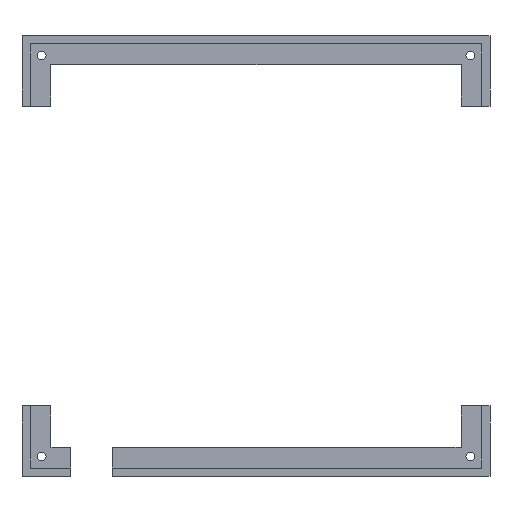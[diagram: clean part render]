
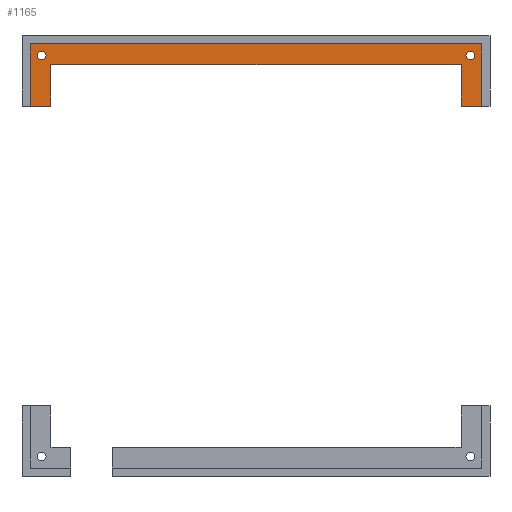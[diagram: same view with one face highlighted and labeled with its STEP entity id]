
A CAD part, front view. The second image highlights one B-rep face of the part: STEP entity #1165.
In plain terms, the highlighted planar face has unit normal (0, -1, 0).
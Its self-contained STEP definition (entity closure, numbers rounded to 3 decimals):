
#16 = CARTESIAN_POINT ( 'NONE',  ( -51.765, 1.6, 47.405 ) ) ;
#41 = EDGE_CURVE ( 'NONE', #837, #725, #327, .T. ) ;
#47 = VERTEX_POINT ( 'NONE', #566 ) ;
#49 = CARTESIAN_POINT ( 'NONE',  ( -56.515, 1.6, 36.205 ) ) ;
#50 = VERTEX_POINT ( 'NONE', #1309 ) ;
#51 = EDGE_CURVE ( 'NONE', #560, #736, #1332, .T. ) ;
#54 = CIRCLE ( 'NONE', #849, 1.05 ) ;
#73 = VECTOR ( 'NONE', #1229, 1000. ) ;
#91 = VERTEX_POINT ( 'NONE', #1221 ) ;
#97 = DIRECTION ( 'NONE',  ( 0., 0., -1. ) ) ;
#113 = ORIENTED_EDGE ( 'NONE', *, *, #320, .F. ) ;
#123 = CARTESIAN_POINT ( 'NONE',  ( -51.765, 1.6, 48.455 ) ) ;
#128 = ORIENTED_EDGE ( 'NONE', *, *, #1348, .F. ) ;
#225 = LINE ( 'NONE', #334, #816 ) ;
#227 = CARTESIAN_POINT ( 'NONE',  ( 54.515, 1.6, 51.205 ) ) ;
#240 = EDGE_LOOP ( 'NONE', ( #928, #1243 ) ) ;
#263 = DIRECTION ( 'NONE',  ( 1., 0., 0. ) ) ;
#267 = DIRECTION ( 'NONE',  ( 0., 0., -1. ) ) ;
#304 = DIRECTION ( 'NONE',  ( 0., -1., 0. ) ) ;
#320 = EDGE_CURVE ( 'NONE', #941, #47, #926, .T. ) ;
#327 = LINE ( 'NONE', #1085, #689 ) ;
#328 = EDGE_CURVE ( 'NONE', #840, #436, #1020, .T. ) ;
#332 = EDGE_LOOP ( 'NONE', ( #113, #842, #648, #1199, #128, #1246, #1304, #1305 ) ) ;
#334 = CARTESIAN_POINT ( 'NONE',  ( -49.515, 1.6, 46.205 ) ) ;
#344 = EDGE_CURVE ( 'NONE', #47, #630, #813, .T. ) ;
#354 = AXIS2_PLACEMENT_3D ( 'NONE', #892, #567, #688 ) ;
#401 = ORIENTED_EDGE ( 'NONE', *, *, #1080, .F. ) ;
#407 = VECTOR ( 'NONE', #1325, 1000. ) ;
#436 = VERTEX_POINT ( 'NONE', #1082 ) ;
#448 = LINE ( 'NONE', #664, #1024 ) ;
#464 = DIRECTION ( 'NONE',  ( 0., -1., 0. ) ) ;
#479 = CARTESIAN_POINT ( 'NONE',  ( -54.515, 1.6, 51.205 ) ) ;
#483 = DIRECTION ( 'NONE',  ( -1., 0., 0. ) ) ;
#484 = CARTESIAN_POINT ( 'NONE',  ( 0., 1.6, 0. ) ) ;
#486 = EDGE_CURVE ( 'NONE', #553, #91, #750, .T. ) ;
#519 = CARTESIAN_POINT ( 'NONE',  ( 51.765, 1.6, 48.455 ) ) ;
#553 = VERTEX_POINT ( 'NONE', #1200 ) ;
#556 = DIRECTION ( 'NONE',  ( 0., -1., 0. ) ) ;
#560 = VERTEX_POINT ( 'NONE', #16 ) ;
#566 = CARTESIAN_POINT ( 'NONE',  ( -49.515, 1.6, 36.205 ) ) ;
#567 = DIRECTION ( 'NONE',  ( 0., -1., 0. ) ) ;
#574 = EDGE_CURVE ( 'NONE', #50, #941, #225, .T. ) ;
#575 = FACE_BOUND ( 'NONE', #710, .T. ) ;
#630 = VERTEX_POINT ( 'NONE', #673 ) ;
#635 = EDGE_CURVE ( 'NONE', #91, #553, #1129, .T. ) ;
#648 = ORIENTED_EDGE ( 'NONE', *, *, #684, .F. ) ;
#657 = DIRECTION ( 'NONE',  ( 0., 0., 1. ) ) ;
#664 = CARTESIAN_POINT ( 'NONE',  ( -54.515, 1.6, 51.205 ) ) ;
#671 = LINE ( 'NONE', #227, #807 ) ;
#673 = CARTESIAN_POINT ( 'NONE',  ( -54.515, 1.6, 36.205 ) ) ;
#684 = EDGE_CURVE ( 'NONE', #725, #50, #771, .T. ) ;
#688 = DIRECTION ( 'NONE',  ( 0., 0., -1. ) ) ;
#689 = VECTOR ( 'NONE', #1270, 1000. ) ;
#703 = VECTOR ( 'NONE', #483, 1000. ) ;
#710 = EDGE_LOOP ( 'NONE', ( #1230, #401 ) ) ;
#725 = VERTEX_POINT ( 'NONE', #1222 ) ;
#736 = VERTEX_POINT ( 'NONE', #1244 ) ;
#750 = CIRCLE ( 'NONE', #1356, 1.05 ) ;
#771 = LINE ( 'NONE', #884, #407 ) ;
#788 = AXIS2_PLACEMENT_3D ( 'NONE', #484, #915, #267 ) ;
#807 = VECTOR ( 'NONE', #1401, 1000. ) ;
#813 = LINE ( 'NONE', #49, #703 ) ;
#816 = VECTOR ( 'NONE', #1193, 1000. ) ;
#828 = CARTESIAN_POINT ( 'NONE',  ( 54.515, 1.6, 36.205 ) ) ;
#837 = VERTEX_POINT ( 'NONE', #828 ) ;
#840 = VERTEX_POINT ( 'NONE', #1249 ) ;
#842 = ORIENTED_EDGE ( 'NONE', *, *, #574, .F. ) ;
#849 = AXIS2_PLACEMENT_3D ( 'NONE', #123, #556, #896 ) ;
#884 = CARTESIAN_POINT ( 'NONE',  ( 49.515, 1.6, 46.205 ) ) ;
#892 = CARTESIAN_POINT ( 'NONE',  ( 51.765, 1.6, 48.455 ) ) ;
#896 = DIRECTION ( 'NONE',  ( 0., 0., -1. ) ) ;
#904 = AXIS2_PLACEMENT_3D ( 'NONE', #1383, #464, #1109 ) ;
#915 = DIRECTION ( 'NONE',  ( 0., -1., 0. ) ) ;
#926 = LINE ( 'NONE', #1235, #73 ) ;
#928 = ORIENTED_EDGE ( 'NONE', *, *, #486, .F. ) ;
#941 = VERTEX_POINT ( 'NONE', #1382 ) ;
#1004 = PLANE ( 'NONE',  #788 ) ;
#1020 = LINE ( 'NONE', #479, #1359 ) ;
#1024 = VECTOR ( 'NONE', #657, 1000. ) ;
#1034 = EDGE_CURVE ( 'NONE', #630, #840, #448, .T. ) ;
#1080 = EDGE_CURVE ( 'NONE', #736, #560, #54, .T. ) ;
#1082 = CARTESIAN_POINT ( 'NONE',  ( 54.515, 1.6, 51.205 ) ) ;
#1085 = CARTESIAN_POINT ( 'NONE',  ( -56.515, 1.6, 36.205 ) ) ;
#1108 = FACE_BOUND ( 'NONE', #240, .T. ) ;
#1109 = DIRECTION ( 'NONE',  ( 0., 0., -1. ) ) ;
#1129 = CIRCLE ( 'NONE', #354, 1.05 ) ;
#1165 = ADVANCED_FACE ( 'NONE', ( #1108, #575, #1208 ), #1004, .T. ) ;
#1193 = DIRECTION ( 'NONE',  ( -1., 0., 0. ) ) ;
#1199 = ORIENTED_EDGE ( 'NONE', *, *, #41, .F. ) ;
#1200 = CARTESIAN_POINT ( 'NONE',  ( 51.765, 1.6, 47.405 ) ) ;
#1208 = FACE_OUTER_BOUND ( 'NONE', #332, .T. ) ;
#1221 = CARTESIAN_POINT ( 'NONE',  ( 51.765, 1.6, 49.505 ) ) ;
#1222 = CARTESIAN_POINT ( 'NONE',  ( 49.515, 1.6, 36.205 ) ) ;
#1229 = DIRECTION ( 'NONE',  ( 0., 0., -1. ) ) ;
#1230 = ORIENTED_EDGE ( 'NONE', *, *, #51, .F. ) ;
#1235 = CARTESIAN_POINT ( 'NONE',  ( -49.515, 1.6, 46.205 ) ) ;
#1243 = ORIENTED_EDGE ( 'NONE', *, *, #635, .F. ) ;
#1244 = CARTESIAN_POINT ( 'NONE',  ( -51.765, 1.6, 49.505 ) ) ;
#1246 = ORIENTED_EDGE ( 'NONE', *, *, #328, .F. ) ;
#1249 = CARTESIAN_POINT ( 'NONE',  ( -54.515, 1.6, 51.205 ) ) ;
#1270 = DIRECTION ( 'NONE',  ( -1., 0., 0. ) ) ;
#1304 = ORIENTED_EDGE ( 'NONE', *, *, #1034, .F. ) ;
#1305 = ORIENTED_EDGE ( 'NONE', *, *, #344, .F. ) ;
#1309 = CARTESIAN_POINT ( 'NONE',  ( 49.515, 1.6, 46.205 ) ) ;
#1325 = DIRECTION ( 'NONE',  ( 0., 0., 1. ) ) ;
#1332 = CIRCLE ( 'NONE', #904, 1.05 ) ;
#1348 = EDGE_CURVE ( 'NONE', #436, #837, #671, .T. ) ;
#1356 = AXIS2_PLACEMENT_3D ( 'NONE', #519, #304, #97 ) ;
#1359 = VECTOR ( 'NONE', #263, 1000. ) ;
#1382 = CARTESIAN_POINT ( 'NONE',  ( -49.515, 1.6, 46.205 ) ) ;
#1383 = CARTESIAN_POINT ( 'NONE',  ( -51.765, 1.6, 48.455 ) ) ;
#1401 = DIRECTION ( 'NONE',  ( 0., 0., -1. ) ) ;
